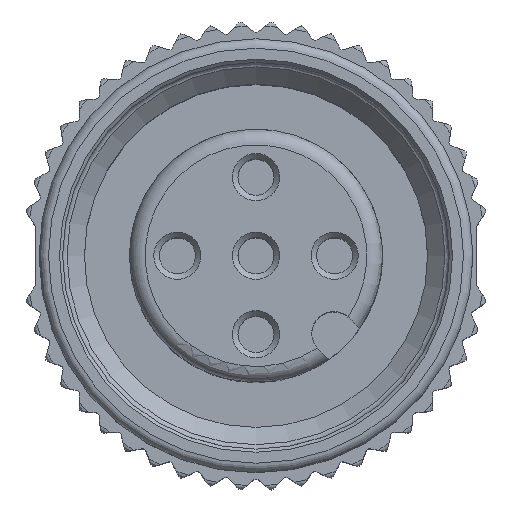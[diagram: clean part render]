
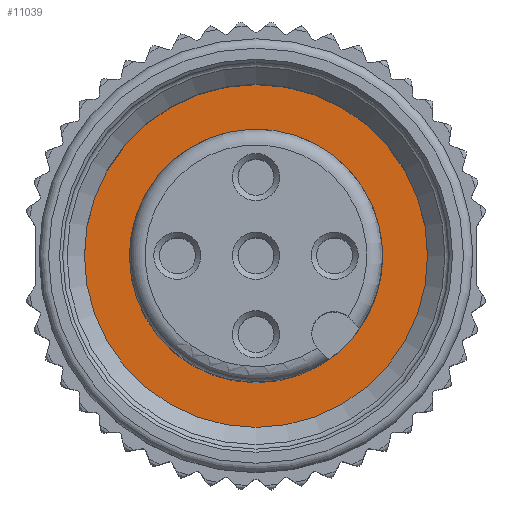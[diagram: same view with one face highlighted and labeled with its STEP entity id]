
A CAD part, top view. The second image highlights one B-rep face of the part: STEP entity #11039.
In plain terms, the highlighted planar face has unit normal (0, 0, 1).
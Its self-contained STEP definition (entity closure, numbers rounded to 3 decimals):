
#532=PLANE('',#11816);
#2823=ORIENTED_EDGE('',*,*,#5095,.F.);
#2824=ORIENTED_EDGE('',*,*,#5091,.T.);
#5091=EDGE_CURVE('',#6124,#6124,#6488,.T.);
#5095=EDGE_CURVE('',#6127,#6127,#6490,.T.);
#6124=VERTEX_POINT('',#17392);
#6127=VERTEX_POINT('',#17400);
#6488=CIRCLE('',#11814,4.025);
#6490=CIRCLE('',#11817,5.459);
#6700=EDGE_LOOP('',(#2823));
#6701=EDGE_LOOP('',(#2824));
#7195=FACE_BOUND('',#6700,.T.);
#7196=FACE_BOUND('',#6701,.T.);
#11039=ADVANCED_FACE('',(#7195,#7196),#532,.F.);
#11814=AXIS2_PLACEMENT_3D('',#17391,#13400,#13401);
#11816=AXIS2_PLACEMENT_3D('',#17398,#13406,#13407);
#11817=AXIS2_PLACEMENT_3D('',#17399,#13408,#13409);
#13400=DIRECTION('',(0.,0.,-1.));
#13401=DIRECTION('',(-1.,0.,0.));
#13406=DIRECTION('',(0.,0.,-1.));
#13407=DIRECTION('',(-1.,0.,0.));
#13408=DIRECTION('',(0.,0.,-1.));
#13409=DIRECTION('',(-1.,0.,0.));
#17391=CARTESIAN_POINT('',(0.,0.,-10.3));
#17392=CARTESIAN_POINT('',(-4.025,0.,-10.3));
#17398=CARTESIAN_POINT('',(0.,4.025,-10.3));
#17399=CARTESIAN_POINT('',(0.,0.,-10.3));
#17400=CARTESIAN_POINT('',(-5.459,0.,-10.3));
